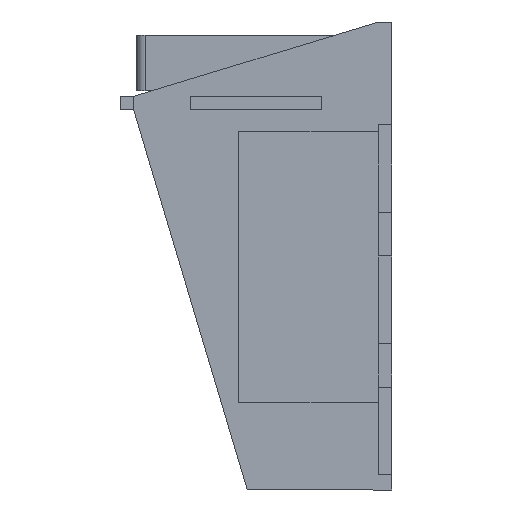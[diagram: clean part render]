
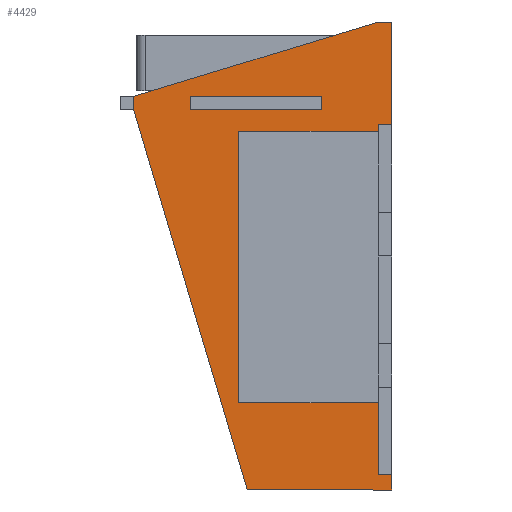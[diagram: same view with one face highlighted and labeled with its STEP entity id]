
A CAD part, left-side view. The second image highlights one B-rep face of the part: STEP entity #4429.
In plain terms, the highlighted face is planar.
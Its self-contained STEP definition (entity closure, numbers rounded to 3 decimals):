
#16 = DIRECTION ( 'NONE',  ( 0., 1., 0. ) ) ;
#160 = VECTOR ( 'NONE', #6017, 1000. ) ;
#432 = ORIENTED_EDGE ( 'NONE', *, *, #797, .F. ) ;
#475 = EDGE_CURVE ( 'NONE', #7058, #5629, #2911, .T. ) ;
#508 = DIRECTION ( 'NONE',  ( -1., 0., 0. ) ) ;
#565 = CARTESIAN_POINT ( 'NONE',  ( -86.5, 0., 3. ) ) ;
#612 = DIRECTION ( 'NONE',  ( 0., 1., 0. ) ) ;
#626 = CARTESIAN_POINT ( 'NONE',  ( 0., 59., 3. ) ) ;
#632 = DIRECTION ( 'NONE',  ( 0., -1., 0. ) ) ;
#669 = LINE ( 'NONE', #3344, #6829 ) ;
#768 = CARTESIAN_POINT ( 'NONE',  ( 0., 59., 3. ) ) ;
#797 = EDGE_CURVE ( 'NONE', #3251, #7650, #4123, .T. ) ;
#968 = DIRECTION ( 'NONE',  ( 0., -1., 0. ) ) ;
#990 = EDGE_CURVE ( 'NONE', #6264, #6309, #2488, .T. ) ;
#1001 = VERTEX_POINT ( 'NONE', #4430 ) ;
#1240 = ORIENTED_EDGE ( 'NONE', *, *, #5262, .T. ) ;
#1291 = VECTOR ( 'NONE', #4414, 1000. ) ;
#1339 = LINE ( 'NONE', #4013, #5043 ) ;
#1411 = CARTESIAN_POINT ( 'NONE',  ( 0., 16., 3. ) ) ;
#1417 = VECTOR ( 'NONE', #4599, 1000. ) ;
#1458 = CARTESIAN_POINT ( 'NONE',  ( -90., 33., 3. ) ) ;
#1545 = VECTOR ( 'NONE', #5464, 1000. ) ;
#1587 = VERTEX_POINT ( 'NONE', #7976 ) ;
#1623 = DIRECTION ( 'NONE',  ( -0.958, -0.286, 0. ) ) ;
#1630 = EDGE_CURVE ( 'NONE', #5476, #5772, #669, .T. ) ;
#1651 = LINE ( 'NONE', #2481, #4919 ) ;
#1694 = CARTESIAN_POINT ( 'NONE',  ( -6.5, 0., 3. ) ) ;
#1712 = VECTOR ( 'NONE', #1623, 1000. ) ;
#1727 = ORIENTED_EDGE ( 'NONE', *, *, #990, .F. ) ;
#1745 = EDGE_CURVE ( 'NONE', #3152, #6541, #2875, .T. ) ;
#1859 = VERTEX_POINT ( 'NONE', #8425 ) ;
#1864 = DIRECTION ( 'NONE',  ( 0., 0., -1. ) ) ;
#2092 = VECTOR ( 'NONE', #7179, 1000. ) ;
#2119 = CARTESIAN_POINT ( 'NONE',  ( -90., 0., 3. ) ) ;
#2243 = CARTESIAN_POINT ( 'NONE',  ( -8., 3., 3. ) ) ;
#2286 = ORIENTED_EDGE ( 'NONE', *, *, #3325, .T. ) ;
#2481 = CARTESIAN_POINT ( 'NONE',  ( -6.5, 0., 3. ) ) ;
#2488 = LINE ( 'NONE', #5083, #5539 ) ;
#2512 = LINE ( 'NONE', #7918, #2655 ) ;
#2655 = VECTOR ( 'NONE', #3247, 1000. ) ;
#2663 = CARTESIAN_POINT ( 'NONE',  ( -86.5, 3., 3. ) ) ;
#2791 = EDGE_LOOP ( 'NONE', ( #1727, #8472, #432, #6001 ) ) ;
#2875 = LINE ( 'NONE', #7502, #7528 ) ;
#2899 = VECTOR ( 'NONE', #968, 1000. ) ;
#2911 = LINE ( 'NONE', #7585, #7794 ) ;
#2915 = CARTESIAN_POINT ( 'NONE',  ( 17., 0., 3. ) ) ;
#2923 = VERTEX_POINT ( 'NONE', #768 ) ;
#3033 = ORIENTED_EDGE ( 'NONE', *, *, #475, .T. ) ;
#3133 = EDGE_CURVE ( 'NONE', #7650, #6264, #6747, .T. ) ;
#3152 = VERTEX_POINT ( 'NONE', #3949 ) ;
#3203 = ORIENTED_EDGE ( 'NONE', *, *, #3373, .T. ) ;
#3217 = CARTESIAN_POINT ( 'NONE',  ( -6.5, 3., 3. ) ) ;
#3247 = DIRECTION ( 'NONE',  ( 0., 1., 0. ) ) ;
#3251 = VERTEX_POINT ( 'NONE', #3424 ) ;
#3289 = CARTESIAN_POINT ( 'NONE',  ( -86.5, 3., 3. ) ) ;
#3325 = EDGE_CURVE ( 'NONE', #5772, #2923, #4966, .T. ) ;
#3336 = LINE ( 'NONE', #3289, #2092 ) ;
#3344 = CARTESIAN_POINT ( 'NONE',  ( 17., 0., 3. ) ) ;
#3348 = PLANE ( 'NONE',  #4398 ) ;
#3373 = EDGE_CURVE ( 'NONE', #1001, #3152, #8240, .T. ) ;
#3424 = CARTESIAN_POINT ( 'NONE',  ( -3., 16., 3. ) ) ;
#3601 = VERTEX_POINT ( 'NONE', #7909 ) ;
#3713 = EDGE_CURVE ( 'NONE', #6309, #3251, #6131, .T. ) ;
#3796 = ORIENTED_EDGE ( 'NONE', *, *, #8169, .T. ) ;
#3840 = FACE_BOUND ( 'NONE', #2791, .T. ) ;
#3949 = CARTESIAN_POINT ( 'NONE',  ( -8., 3., 3. ) ) ;
#4013 = CARTESIAN_POINT ( 'NONE',  ( -90., 33., 3. ) ) ;
#4123 = LINE ( 'NONE', #8093, #1417 ) ;
#4137 = DIRECTION ( 'NONE',  ( 1., 0., 0. ) ) ;
#4259 = LINE ( 'NONE', #4347, #1712 ) ;
#4281 = LINE ( 'NONE', #8210, #6876 ) ;
#4330 = DIRECTION ( 'NONE',  ( 1., 0., 0. ) ) ;
#4347 = CARTESIAN_POINT ( 'NONE',  ( -3., 59., 3. ) ) ;
#4398 = AXIS2_PLACEMENT_3D ( 'NONE', #6580, #1864, #508 ) ;
#4414 = DIRECTION ( 'NONE',  ( 1., 0., 0. ) ) ;
#4429 = ADVANCED_FACE ( 'NONE', ( #8600, #3840 ), #3348, .F. ) ;
#4430 = CARTESIAN_POINT ( 'NONE',  ( -8., 35., 3. ) ) ;
#4474 = ORIENTED_EDGE ( 'NONE', *, *, #1630, .T. ) ;
#4534 = ORIENTED_EDGE ( 'NONE', *, *, #8102, .T. ) ;
#4599 = DIRECTION ( 'NONE',  ( 1., 0., 0. ) ) ;
#4820 = DIRECTION ( 'NONE',  ( 0., -1., 0. ) ) ;
#4919 = VECTOR ( 'NONE', #4330, 1000. ) ;
#4966 = LINE ( 'NONE', #5665, #6790 ) ;
#4985 = VERTEX_POINT ( 'NONE', #2663 ) ;
#4986 = CARTESIAN_POINT ( 'NONE',  ( -3., 46., 3. ) ) ;
#5043 = VECTOR ( 'NONE', #632, 1000. ) ;
#5065 = LINE ( 'NONE', #7020, #1291 ) ;
#5083 = CARTESIAN_POINT ( 'NONE',  ( 0., 46., 3. ) ) ;
#5112 = ORIENTED_EDGE ( 'NONE', *, *, #7627, .T. ) ;
#5262 = EDGE_CURVE ( 'NONE', #8551, #5476, #1651, .T. ) ;
#5352 = CARTESIAN_POINT ( 'NONE',  ( 17., 3., 3. ) ) ;
#5354 = EDGE_CURVE ( 'NONE', #2923, #1587, #7361, .T. ) ;
#5464 = DIRECTION ( 'NONE',  ( 0., -1., 0. ) ) ;
#5476 = VERTEX_POINT ( 'NONE', #2915 ) ;
#5539 = VECTOR ( 'NONE', #5734, 1000. ) ;
#5561 = ORIENTED_EDGE ( 'NONE', *, *, #7832, .T. ) ;
#5629 = VERTEX_POINT ( 'NONE', #565 ) ;
#5665 = CARTESIAN_POINT ( 'NONE',  ( 17., 3., 3. ) ) ;
#5734 = DIRECTION ( 'NONE',  ( -1., 0., 0. ) ) ;
#5772 = VERTEX_POINT ( 'NONE', #5352 ) ;
#6001 = ORIENTED_EDGE ( 'NONE', *, *, #3713, .F. ) ;
#6017 = DIRECTION ( 'NONE',  ( -1., 0., 0. ) ) ;
#6023 = ORIENTED_EDGE ( 'NONE', *, *, #8397, .T. ) ;
#6033 = CARTESIAN_POINT ( 'NONE',  ( 0., 46., 3. ) ) ;
#6131 = LINE ( 'NONE', #7616, #8055 ) ;
#6137 = DIRECTION ( 'NONE',  ( -0.29, 0.957, 0. ) ) ;
#6155 = LINE ( 'NONE', #6978, #1545 ) ;
#6264 = VERTEX_POINT ( 'NONE', #6033 ) ;
#6309 = VERTEX_POINT ( 'NONE', #4986 ) ;
#6541 = VERTEX_POINT ( 'NONE', #3217 ) ;
#6580 = CARTESIAN_POINT ( 'NONE',  ( 0., 0., 3. ) ) ;
#6692 = EDGE_CURVE ( 'NONE', #3601, #1001, #5065, .T. ) ;
#6705 = EDGE_LOOP ( 'NONE', ( #6023, #3033, #4534, #5561, #3796, #7463, #3203, #8316, #7876, #1240, #4474, #2286, #7684, #5112 ) ) ;
#6747 = LINE ( 'NONE', #1411, #7686 ) ;
#6790 = VECTOR ( 'NONE', #6137, 1000. ) ;
#6799 = DIRECTION ( 'NONE',  ( 1., 0., 0. ) ) ;
#6829 = VECTOR ( 'NONE', #16, 1000. ) ;
#6851 = DIRECTION ( 'NONE',  ( 1., 0., 0. ) ) ;
#6876 = VECTOR ( 'NONE', #6851, 1000. ) ;
#6978 = CARTESIAN_POINT ( 'NONE',  ( -6.5, 0., 3. ) ) ;
#6998 = CARTESIAN_POINT ( 'NONE',  ( 0., 16., 3. ) ) ;
#7020 = CARTESIAN_POINT ( 'NONE',  ( -70., 35., 3. ) ) ;
#7058 = VERTEX_POINT ( 'NONE', #2119 ) ;
#7179 = DIRECTION ( 'NONE',  ( 0., 1., 0. ) ) ;
#7361 = LINE ( 'NONE', #626, #160 ) ;
#7375 = VERTEX_POINT ( 'NONE', #1458 ) ;
#7463 = ORIENTED_EDGE ( 'NONE', *, *, #6692, .T. ) ;
#7502 = CARTESIAN_POINT ( 'NONE',  ( -6.5, 3., 3. ) ) ;
#7528 = VECTOR ( 'NONE', #6799, 1000. ) ;
#7585 = CARTESIAN_POINT ( 'NONE',  ( -90., 0., 3. ) ) ;
#7616 = CARTESIAN_POINT ( 'NONE',  ( -3., 46., 3. ) ) ;
#7627 = EDGE_CURVE ( 'NONE', #1587, #7375, #4259, .T. ) ;
#7650 = VERTEX_POINT ( 'NONE', #6998 ) ;
#7684 = ORIENTED_EDGE ( 'NONE', *, *, #5354, .T. ) ;
#7686 = VECTOR ( 'NONE', #612, 1000. ) ;
#7794 = VECTOR ( 'NONE', #4137, 1000. ) ;
#7832 = EDGE_CURVE ( 'NONE', #4985, #1859, #4281, .T. ) ;
#7876 = ORIENTED_EDGE ( 'NONE', *, *, #8445, .T. ) ;
#7909 = CARTESIAN_POINT ( 'NONE',  ( -70., 35., 3. ) ) ;
#7918 = CARTESIAN_POINT ( 'NONE',  ( -70., 3., 3. ) ) ;
#7976 = CARTESIAN_POINT ( 'NONE',  ( -3., 59., 3. ) ) ;
#8055 = VECTOR ( 'NONE', #4820, 1000. ) ;
#8093 = CARTESIAN_POINT ( 'NONE',  ( -3., 16., 3. ) ) ;
#8102 = EDGE_CURVE ( 'NONE', #5629, #4985, #3336, .T. ) ;
#8169 = EDGE_CURVE ( 'NONE', #1859, #3601, #2512, .T. ) ;
#8210 = CARTESIAN_POINT ( 'NONE',  ( -70., 3., 3. ) ) ;
#8240 = LINE ( 'NONE', #2243, #2899 ) ;
#8316 = ORIENTED_EDGE ( 'NONE', *, *, #1745, .T. ) ;
#8397 = EDGE_CURVE ( 'NONE', #7375, #7058, #1339, .T. ) ;
#8425 = CARTESIAN_POINT ( 'NONE',  ( -70., 3., 3. ) ) ;
#8445 = EDGE_CURVE ( 'NONE', #6541, #8551, #6155, .T. ) ;
#8472 = ORIENTED_EDGE ( 'NONE', *, *, #3133, .F. ) ;
#8551 = VERTEX_POINT ( 'NONE', #1694 ) ;
#8600 = FACE_OUTER_BOUND ( 'NONE', #6705, .T. ) ;
